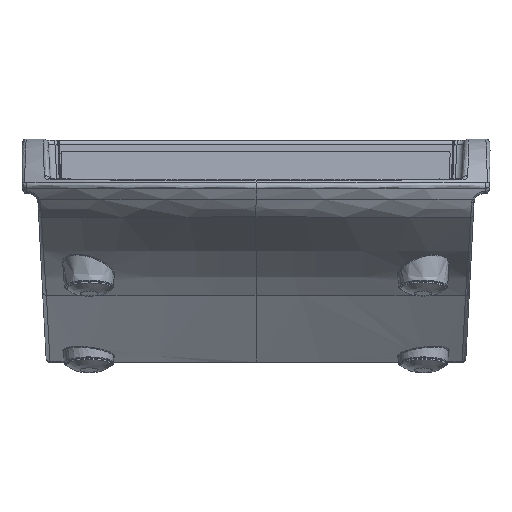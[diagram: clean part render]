
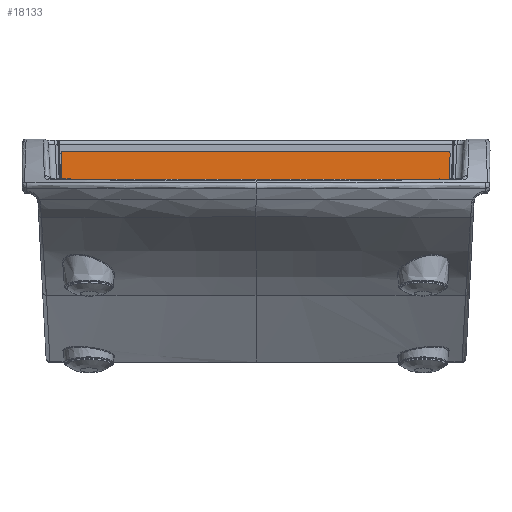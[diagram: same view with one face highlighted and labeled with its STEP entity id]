
A CAD part, top view. The second image highlights one B-rep face of the part: STEP entity #18133.
In plain terms, the highlighted planar face has unit normal (0, 0.052, 0.999).
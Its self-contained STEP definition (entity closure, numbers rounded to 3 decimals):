
#436=PLANE('',#19594);
#2034=LINE('',#50771,#3019);
#2051=LINE('',#50819,#3036);
#2165=LINE('',#51821,#3150);
#2168=LINE('',#51827,#3153);
#2171=LINE('',#51833,#3156);
#2173=LINE('',#51838,#3158);
#2176=LINE('',#51846,#3161);
#2177=LINE('',#51853,#3162);
#2178=LINE('',#51856,#3163);
#2179=LINE('',#51857,#3164);
#3019=VECTOR('',#22946,13.473);
#3036=VECTOR('',#22995,13.88);
#3150=VECTOR('',#23429,22.061);
#3153=VECTOR('',#23434,52.788);
#3156=VECTOR('',#23439,22.061);
#3158=VECTOR('',#23443,86.31);
#3161=VECTOR('',#23450,0.393);
#3162=VECTOR('',#23461,0.186);
#3163=VECTOR('',#23464,0.186);
#3164=VECTOR('',#23465,0.186);
#4577=FACE_OUTER_BOUND('',#5691,.T.);
#5691=EDGE_LOOP('',(#15524,#15525,#15526,#15527,#15528,#15529,#15530,#15531,
#15532,#15533,#15534,#15535,#15536,#15537,#15538,#15539,#15540));
#6321=CIRCLE('',#19595,1.1);
#6322=CIRCLE('',#19596,0.2);
#6323=CIRCLE('',#19597,0.5);
#6324=CIRCLE('',#19598,0.5);
#6325=CIRCLE('',#19599,0.5);
#6326=CIRCLE('',#19600,0.5);
#6327=CIRCLE('',#19601,1.1);
#7932=VERTEX_POINT('',#50769);
#7933=VERTEX_POINT('',#50770);
#7947=VERTEX_POINT('',#50816);
#7948=VERTEX_POINT('',#50818);
#8057=VERTEX_POINT('',#51818);
#8058=VERTEX_POINT('',#51820);
#8059=VERTEX_POINT('',#51824);
#8060=VERTEX_POINT('',#51826);
#8061=VERTEX_POINT('',#51830);
#8062=VERTEX_POINT('',#51832);
#8063=VERTEX_POINT('',#51836);
#8064=VERTEX_POINT('',#51837);
#8065=VERTEX_POINT('',#51842);
#8066=VERTEX_POINT('',#51843);
#8067=VERTEX_POINT('',#51845);
#8068=VERTEX_POINT('',#51852);
#8069=VERTEX_POINT('',#51854);
#10330=EDGE_CURVE('',#7932,#7933,#2034,.T.);
#10355=EDGE_CURVE('',#7948,#7947,#2051,.T.);
#10564=EDGE_CURVE('',#8058,#8057,#2165,.T.);
#10567=EDGE_CURVE('',#8060,#8059,#2168,.T.);
#10570=EDGE_CURVE('',#8062,#8061,#2171,.T.);
#10572=EDGE_CURVE('',#8063,#8064,#2173,.T.);
#10575=EDGE_CURVE('',#8065,#8066,#6321,.T.);
#10576=EDGE_CURVE('',#8066,#8067,#2176,.T.);
#10577=EDGE_CURVE('',#8067,#7932,#6322,.T.);
#10578=EDGE_CURVE('',#7933,#8058,#6323,.T.);
#10579=EDGE_CURVE('',#8057,#8063,#6324,.T.);
#10580=EDGE_CURVE('',#8064,#8062,#6325,.T.);
#10581=EDGE_CURVE('',#8061,#7948,#6326,.T.);
#10582=EDGE_CURVE('',#7947,#8068,#2177,.T.);
#10583=EDGE_CURVE('',#8068,#8069,#6327,.T.);
#10584=EDGE_CURVE('',#8069,#8060,#2178,.T.);
#10585=EDGE_CURVE('',#8059,#8065,#2179,.T.);
#15524=ORIENTED_EDGE('',*,*,#10575,.T.);
#15525=ORIENTED_EDGE('',*,*,#10576,.T.);
#15526=ORIENTED_EDGE('',*,*,#10577,.T.);
#15527=ORIENTED_EDGE('',*,*,#10330,.T.);
#15528=ORIENTED_EDGE('',*,*,#10578,.T.);
#15529=ORIENTED_EDGE('',*,*,#10564,.T.);
#15530=ORIENTED_EDGE('',*,*,#10579,.T.);
#15531=ORIENTED_EDGE('',*,*,#10572,.T.);
#15532=ORIENTED_EDGE('',*,*,#10580,.T.);
#15533=ORIENTED_EDGE('',*,*,#10570,.T.);
#15534=ORIENTED_EDGE('',*,*,#10581,.T.);
#15535=ORIENTED_EDGE('',*,*,#10355,.T.);
#15536=ORIENTED_EDGE('',*,*,#10582,.T.);
#15537=ORIENTED_EDGE('',*,*,#10583,.T.);
#15538=ORIENTED_EDGE('',*,*,#10584,.T.);
#15539=ORIENTED_EDGE('',*,*,#10567,.T.);
#15540=ORIENTED_EDGE('',*,*,#10585,.T.);
#18133=ADVANCED_FACE('',(#4577),#436,.F.);
#19594=AXIS2_PLACEMENT_3D('',#51841,#23446,#23447);
#19595=AXIS2_PLACEMENT_3D('',#51844,#23448,#23449);
#19596=AXIS2_PLACEMENT_3D('',#51847,#23451,#23452);
#19597=AXIS2_PLACEMENT_3D('',#51848,#23453,#23454);
#19598=AXIS2_PLACEMENT_3D('',#51849,#23455,#23456);
#19599=AXIS2_PLACEMENT_3D('',#51850,#23457,#23458);
#19600=AXIS2_PLACEMENT_3D('',#51851,#23459,#23460);
#19601=AXIS2_PLACEMENT_3D('',#51855,#23462,#23463);
#22946=DIRECTION('',(1.,0.,0.));
#22995=DIRECTION('',(1.,0.,0.));
#23429=DIRECTION('',(0.035,0.998,-0.052));
#23434=DIRECTION('',(1.,0.,0.));
#23439=DIRECTION('',(0.035,-0.998,0.052));
#23443=DIRECTION('',(-1.,0.,0.));
#23446=DIRECTION('center_axis',(0.,-0.052,
-0.999));
#23447=DIRECTION('ref_axis',(0.,0.999,-0.052));
#23448=DIRECTION('center_axis',(0.,-0.052,
-0.999));
#23449=DIRECTION('ref_axis',(0.,0.999,-0.052));
#23450=DIRECTION('',(0.035,-0.998,0.052));
#23451=DIRECTION('center_axis',(0.,-0.052,
-0.999));
#23452=DIRECTION('ref_axis',(0.,0.999,-0.052));
#23453=DIRECTION('center_axis',(0.,0.052,
0.999));
#23454=DIRECTION('ref_axis',(0.,0.999,-0.052));
#23455=DIRECTION('center_axis',(0.,0.052,
0.999));
#23456=DIRECTION('ref_axis',(0.,0.999,-0.052));
#23457=DIRECTION('center_axis',(0.,0.052,
0.999));
#23458=DIRECTION('ref_axis',(0.,0.999,-0.052));
#23459=DIRECTION('center_axis',(0.,0.052,
0.999));
#23460=DIRECTION('ref_axis',(0.,0.999,-0.052));
#23461=DIRECTION('',(0.035,0.998,-0.052));
#23462=DIRECTION('center_axis',(0.,-0.052,
-0.999));
#23463=DIRECTION('ref_axis',(0.,0.999,-0.052));
#23464=DIRECTION('',(0.035,-0.998,0.052));
#23465=DIRECTION('',(0.035,0.998,-0.052));
#50769=CARTESIAN_POINT('',(28.813,24.389,2.722));
#50770=CARTESIAN_POINT('',(42.286,24.389,2.722));
#50771=CARTESIAN_POINT('',(-42.969,24.389,2.722));
#50816=CARTESIAN_POINT('',(-28.606,24.389,2.722));
#50818=CARTESIAN_POINT('',(-42.486,24.389,2.722));
#50819=CARTESIAN_POINT('',(-42.969,24.389,2.722));
#51818=CARTESIAN_POINT('',(43.555,46.888,1.543));
#51820=CARTESIAN_POINT('',(42.786,24.871,2.697));
#51821=CARTESIAN_POINT('',(42.769,24.389,2.722));
#51824=CARTESIAN_POINT('',(26.394,24.389,2.722));
#51826=CARTESIAN_POINT('',(-26.394,24.389,2.722));
#51827=CARTESIAN_POINT('',(-42.969,24.389,2.722));
#51830=CARTESIAN_POINT('',(-42.986,24.871,2.697));
#51832=CARTESIAN_POINT('',(-43.755,46.888,1.543));
#51833=CARTESIAN_POINT('',(-42.969,24.389,2.722));
#51836=CARTESIAN_POINT('',(43.055,47.405,1.516));
#51837=CARTESIAN_POINT('',(-43.255,47.405,1.516));
#51838=CARTESIAN_POINT('',(-43.773,47.405,1.516));
#51841=CARTESIAN_POINT('Origin',(0.,22.39,
2.827));
#51842=CARTESIAN_POINT('',(26.401,24.575,2.713));
#51843=CARTESIAN_POINT('',(28.599,24.575,2.713));
#51844=CARTESIAN_POINT('Origin',(27.5,24.536,2.715));
#51845=CARTESIAN_POINT('',(28.613,24.182,2.733));
#51846=CARTESIAN_POINT('',(28.641,23.388,2.775));
#51847=CARTESIAN_POINT('Origin',(28.813,24.189,2.733));
#51848=CARTESIAN_POINT('Origin',(42.286,24.888,2.696));
#51849=CARTESIAN_POINT('Origin',(43.055,46.906,1.542));
#51850=CARTESIAN_POINT('Origin',(-43.255,46.906,1.542));
#51851=CARTESIAN_POINT('Origin',(-42.486,24.888,2.696));
#51852=CARTESIAN_POINT('',(-28.599,24.575,2.713));
#51853=CARTESIAN_POINT('',(-28.641,23.388,2.775));
#51854=CARTESIAN_POINT('',(-26.401,24.575,2.713));
#51855=CARTESIAN_POINT('Origin',(-27.5,24.536,2.715));
#51856=CARTESIAN_POINT('',(-26.292,21.473,2.875));
#51857=CARTESIAN_POINT('',(26.292,21.473,2.875));
